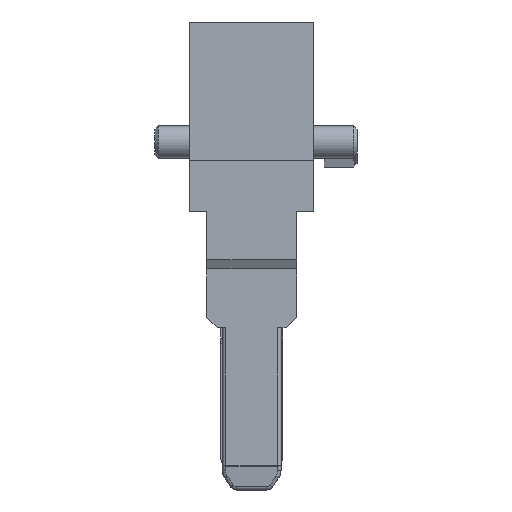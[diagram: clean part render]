
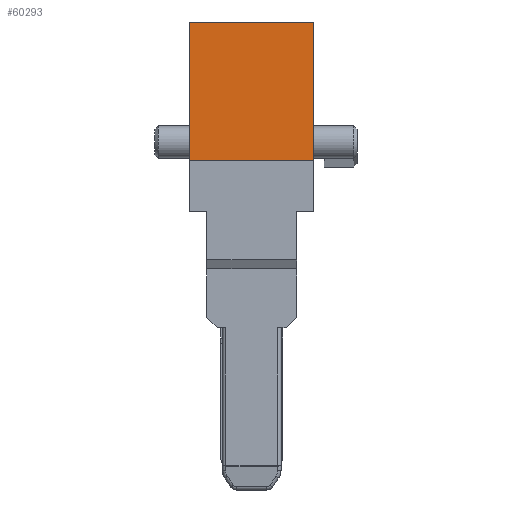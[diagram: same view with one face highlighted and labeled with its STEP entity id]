
A CAD part, left-side view. The second image highlights one B-rep face of the part: STEP entity #60293.
In plain terms, the highlighted planar face has unit normal (-1, 0, 0).
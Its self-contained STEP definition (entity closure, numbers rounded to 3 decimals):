
#8553 = ORIENTED_EDGE ( 'NONE', *, *, #79507, .T. ) ;
#12075 = VECTOR ( 'NONE', #87023, 1000. ) ;
#14958 = EDGE_CURVE ( 'NONE', #128523, #15021, #32585, .T. ) ;
#15021 = VERTEX_POINT ( 'NONE', #107753 ) ;
#23029 = CARTESIAN_POINT ( 'NONE',  ( -17.225, -5.581, 3. ) ) ;
#24177 = VECTOR ( 'NONE', #53905, 1000. ) ;
#32585 = LINE ( 'NONE', #86169, #12075 ) ;
#34964 = ORIENTED_EDGE ( 'NONE', *, *, #108222, .F. ) ;
#35008 = DIRECTION ( 'NONE',  ( 0., 0., 1. ) ) ;
#38034 = VERTEX_POINT ( 'NONE', #80638 ) ;
#41729 = EDGE_LOOP ( 'NONE', ( #97562, #43884, #8553, #34964 ) ) ;
#41785 = DIRECTION ( 'NONE',  ( 0., 0., 1. ) ) ;
#43884 = ORIENTED_EDGE ( 'NONE', *, *, #110660, .T. ) ;
#53541 = AXIS2_PLACEMENT_3D ( 'NONE', #92367, #122836, #41785 ) ;
#53905 = DIRECTION ( 'NONE',  ( 0., 1., 0. ) ) ;
#56725 = VECTOR ( 'NONE', #121189, 1000. ) ;
#59944 = CARTESIAN_POINT ( 'NONE',  ( -17.225, -1.8, -1. ) ) ;
#60293 = ADVANCED_FACE ( 'NONE', ( #115120 ), #83567, .T. ) ;
#68212 = LINE ( 'NONE', #104614, #88596 ) ;
#71490 = CARTESIAN_POINT ( 'NONE',  ( -17.225, -1.8, 3. ) ) ;
#79507 = EDGE_CURVE ( 'NONE', #109811, #38034, #93525, .T. ) ;
#80638 = CARTESIAN_POINT ( 'NONE',  ( -17.225, 1.8, 3. ) ) ;
#83567 = PLANE ( 'NONE',  #53541 ) ;
#86169 = CARTESIAN_POINT ( 'NONE',  ( -17.225, -5.581, -1. ) ) ;
#87023 = DIRECTION ( 'NONE',  ( 0., 1., 0. ) ) ;
#88596 = VECTOR ( 'NONE', #35008, 1000. ) ;
#92367 = CARTESIAN_POINT ( 'NONE',  ( -17.225, -5.581, -1. ) ) ;
#93525 = LINE ( 'NONE', #23029, #24177 ) ;
#97562 = ORIENTED_EDGE ( 'NONE', *, *, #14958, .F. ) ;
#102861 = CARTESIAN_POINT ( 'NONE',  ( -17.225, -1.8, -1. ) ) ;
#104614 = CARTESIAN_POINT ( 'NONE',  ( -17.225, 1.8, -1. ) ) ;
#107753 = CARTESIAN_POINT ( 'NONE',  ( -17.225, 1.8, -1. ) ) ;
#108222 = EDGE_CURVE ( 'NONE', #15021, #38034, #68212, .T. ) ;
#109811 = VERTEX_POINT ( 'NONE', #71490 ) ;
#110660 = EDGE_CURVE ( 'NONE', #128523, #109811, #126081, .T. ) ;
#115120 = FACE_OUTER_BOUND ( 'NONE', #41729, .T. ) ;
#121189 = DIRECTION ( 'NONE',  ( 0., 0., 1. ) ) ;
#122836 = DIRECTION ( 'NONE',  ( -1., 0., 0. ) ) ;
#126081 = LINE ( 'NONE', #59944, #56725 ) ;
#128523 = VERTEX_POINT ( 'NONE', #102861 ) ;
